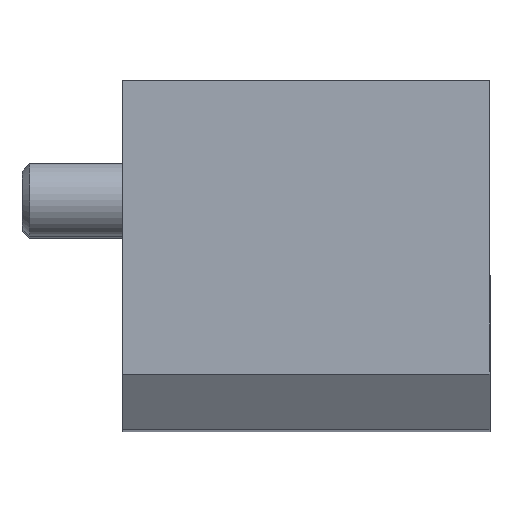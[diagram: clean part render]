
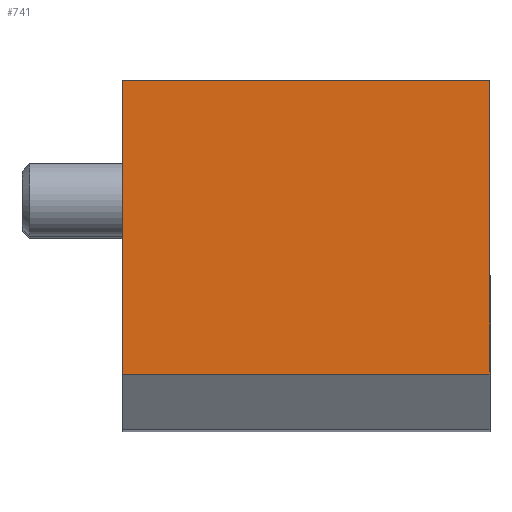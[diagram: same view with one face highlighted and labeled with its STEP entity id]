
A CAD part, top view. The second image highlights one B-rep face of the part: STEP entity #741.
In plain terms, the highlighted planar face has unit normal (0, 0, 1).
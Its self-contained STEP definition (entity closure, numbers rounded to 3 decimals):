
#61=LINE('',#1225,#103);
#63=LINE('',#1229,#105);
#64=LINE('',#1231,#106);
#65=LINE('',#1232,#107);
#103=VECTOR('',#1004,20.);
#105=VECTOR('',#1008,16.);
#106=VECTOR('',#1009,20.);
#107=VECTOR('',#1010,16.);
#134=PLANE('',#819);
#230=FACE_OUTER_BOUND('',#302,.T.);
#302=EDGE_LOOP('',(#624,#625,#626,#627));
#402=VERTEX_POINT('',#1222);
#403=VERTEX_POINT('',#1224);
#404=VERTEX_POINT('',#1228);
#405=VERTEX_POINT('',#1230);
#481=EDGE_CURVE('',#403,#402,#61,.T.);
#483=EDGE_CURVE('',#402,#404,#63,.T.);
#484=EDGE_CURVE('',#405,#404,#64,.T.);
#485=EDGE_CURVE('',#403,#405,#65,.T.);
#624=ORIENTED_EDGE('',*,*,#483,.T.);
#625=ORIENTED_EDGE('',*,*,#484,.F.);
#626=ORIENTED_EDGE('',*,*,#485,.F.);
#627=ORIENTED_EDGE('',*,*,#481,.T.);
#741=ADVANCED_FACE('',(#230),#134,.T.);
#819=AXIS2_PLACEMENT_3D('',#1227,#1006,#1007);
#1004=DIRECTION('',(1.,0.,0.));
#1006=DIRECTION('center_axis',(0.,0.,
1.));
#1007=DIRECTION('ref_axis',(-1.,0.,0.));
#1008=DIRECTION('',(0.,1.,0.));
#1009=DIRECTION('',(1.,0.,0.));
#1010=DIRECTION('',(0.,1.,0.));
#1222=CARTESIAN_POINT('',(59.5,43.5,472.));
#1224=CARTESIAN_POINT('',(39.5,43.5,472.));
#1225=CARTESIAN_POINT('',(39.5,43.5,472.));
#1227=CARTESIAN_POINT('Origin',(39.5,43.5,472.));
#1228=CARTESIAN_POINT('',(59.5,59.5,472.));
#1229=CARTESIAN_POINT('',(59.5,43.5,472.));
#1230=CARTESIAN_POINT('',(39.5,59.5,472.));
#1231=CARTESIAN_POINT('',(39.5,59.5,472.));
#1232=CARTESIAN_POINT('',(39.5,43.5,472.));
